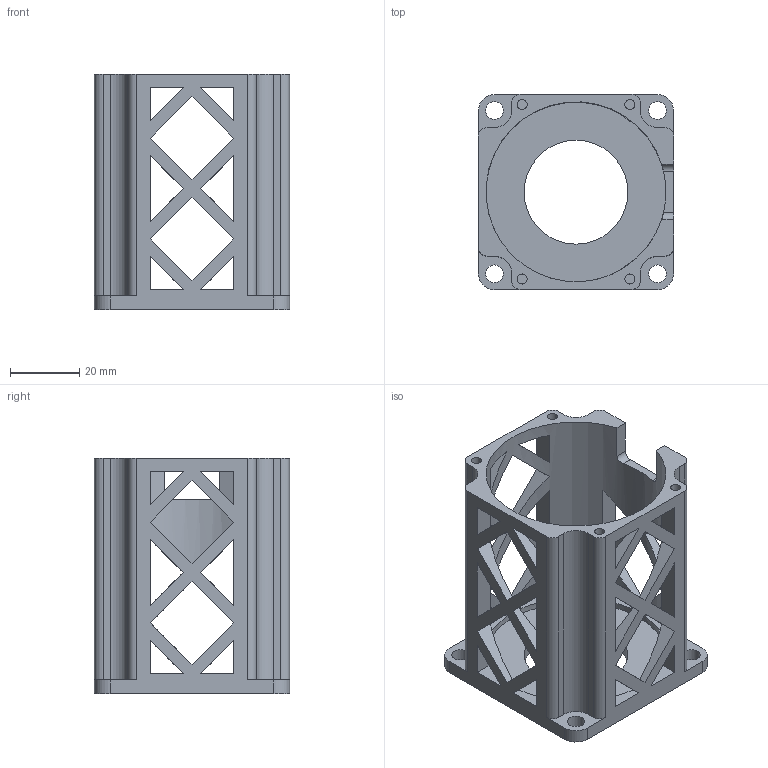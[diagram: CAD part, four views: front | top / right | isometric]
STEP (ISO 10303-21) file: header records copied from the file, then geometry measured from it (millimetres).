
FILE_DESCRIPTION( ( '' ), ' ' );
FILE_NAME( '5a72ada8ccce600ecc0684f2.step', '2018-02-01T06:03:21', ( '' ), ( '' ), ' ', ' ', ' ' );
FILE_SCHEMA( ( 'AUTOMOTIVE_DESIGN { 1 0 10303 214 1 1 1 1 }' ) );
Length unit declared in the file: metre
Products named in the file (1): NEMA23 N5065 Shell FrontMount
Bounding box: 56.4 x 56.4 x 68 mm (x, y, z)
Volume: 42324 mm3; surface area: 28308.2 mm2
Topology: 1 solids, 1 shells, 148 faces, 439 edges, 294 vertices
Faces by surface type: plane 120, cylinder 28
Full cylindrical faces by diameter (mm): 2.9 x4, 5.1 x4, 30 x1, 52 x1
Entity records: 6180 total; most frequent: CARTESIAN_POINT 877, DIRECTION 838, ORIENTED_EDGE 830, EDGE_CURVE 415, LINE 286, VECTOR 286, VERTEX_POINT 283, AXIS2_PLACEMENT_3D 276
